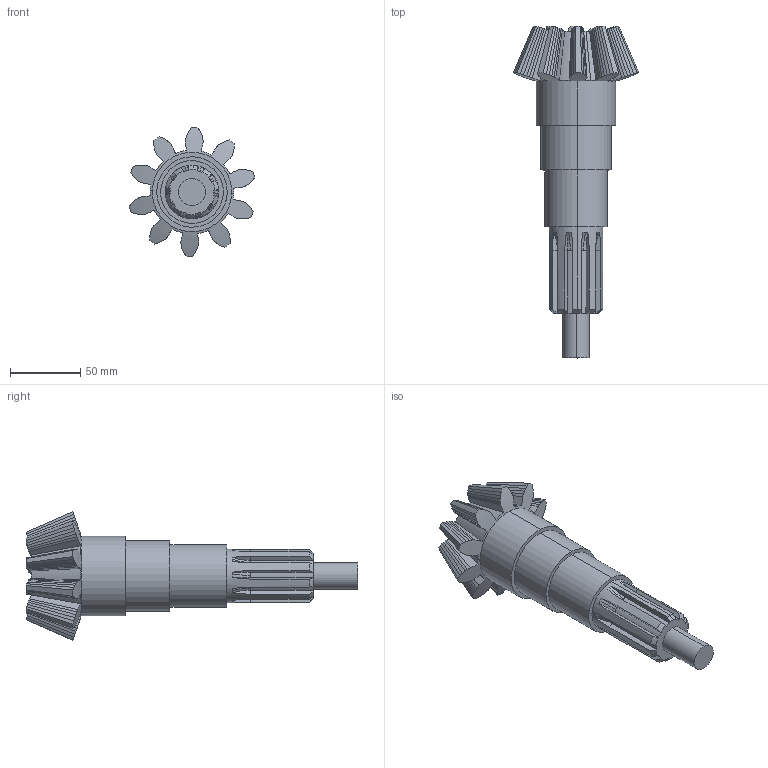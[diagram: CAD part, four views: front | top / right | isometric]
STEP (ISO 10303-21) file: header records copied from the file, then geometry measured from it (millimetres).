
FILE_DESCRIPTION (( 'STEP AP203' ), '1' );
FILE_NAME ('RDPinion_Secondary.STEP', '2023-07-27T05:57:19', ( '' ), ( '' ), 'SwSTEP 2.0', 'SolidWorks 2021', '' );
FILE_SCHEMA (( 'CONFIG_CONTROL_DESIGN' ));
Length unit declared in the file: centimetre
Products named in the file (3): Rear Axle Assembly _1_; RDPinion_Secondary; Part 56
Assembly tree (2 placements, depth 3):
  RDPinion_Secondary
    Rear Axle Assembly _1_
      Part 56
Bounding box: 88.95 x 235.43 x 91.13 mm (x, y, z)
Volume: 385867.1 mm3; surface area: 49398.3 mm2
Topology: 1 solids, 1 shells, 242 faces, 686 edges, 450 vertices
Faces by surface type: plane 156, cone 44, torus 20, cylinder 20, sphere 2
Entity records: 8537 total; most frequent: CARTESIAN_POINT 2116, ORIENTED_EDGE 1372, DIRECTION 1234, EDGE_CURVE 686, AXIS2_PLACEMENT_3D 510, VERTEX_POINT 450, CIRCLE 262, EDGE_LOOP 246
